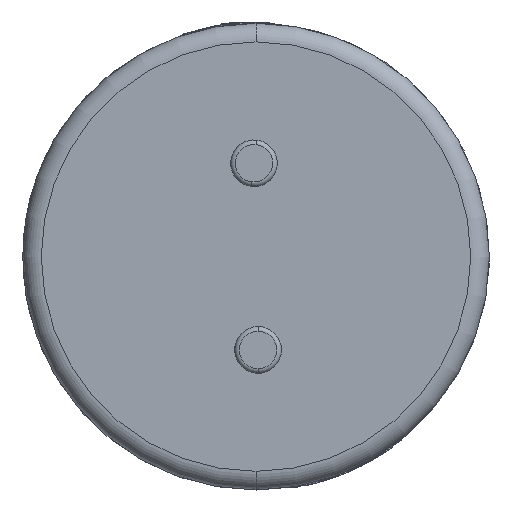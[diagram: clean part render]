
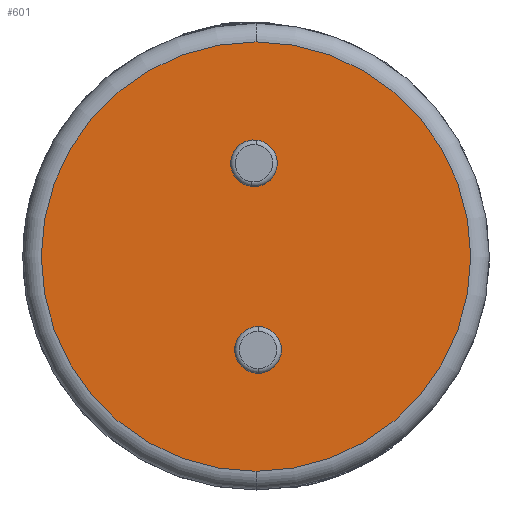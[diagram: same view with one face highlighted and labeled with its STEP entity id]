
A CAD part, front view. The second image highlights one B-rep face of the part: STEP entity #601.
In plain terms, the highlighted planar face has unit normal (0, -1, 0).
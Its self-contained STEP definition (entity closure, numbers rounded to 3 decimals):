
#4 = VERTEX_POINT ( 'NONE', #10118 ) ;
#9 = ORIENTED_EDGE ( 'NONE', *, *, #90, .T. ) ;
#74 = EDGE_CURVE ( 'NONE', #89, #4, #10288, .T. ) ;
#89 = VERTEX_POINT ( 'NONE', #10419 ) ;
#90 = EDGE_CURVE ( 'NONE', #4, #89, #10424, .T. ) ;
#102 = ORIENTED_EDGE ( 'NONE', *, *, #74, .T. ) ;
#601 = ADVANCED_FACE ( 'NONE', ( #12333 ), #12329, .T. ) ;
#10118 = CARTESIAN_POINT ( 'NONE',  ( 0., 0., -2.3 ) ) ;
#10288 = CIRCLE ( 'NONE', #10302, 2.3 ) ;
#10302 = AXIS2_PLACEMENT_3D ( 'NONE', #10364, #10363, #10362 ) ;
#10362 = DIRECTION ( 'NONE',  ( 0., 0., -1. ) ) ;
#10363 = DIRECTION ( 'NONE',  ( 0., -1., 0. ) ) ;
#10364 = CARTESIAN_POINT ( 'NONE',  ( 0., 0., 0. ) ) ;
#10407 = DIRECTION ( 'NONE',  ( 0., 0., -1. ) ) ;
#10408 = DIRECTION ( 'NONE',  ( 0., -1., 0. ) ) ;
#10409 = CARTESIAN_POINT ( 'NONE',  ( 0., 0., 0. ) ) ;
#10415 = AXIS2_PLACEMENT_3D ( 'NONE', #10409, #10408, #10407 ) ;
#10419 = CARTESIAN_POINT ( 'NONE',  ( 0., 0., 2.3 ) ) ;
#10424 = CIRCLE ( 'NONE', #10415, 2.3 ) ;
#12297 = AXIS2_PLACEMENT_3D ( 'NONE', #12386, #12385, #12384 ) ;
#12329 = PLANE ( 'NONE',  #12297 ) ;
#12333 = FACE_OUTER_BOUND ( 'NONE', #16600, .T. ) ;
#12384 = DIRECTION ( 'NONE',  ( 0., 0., -1. ) ) ;
#12385 = DIRECTION ( 'NONE',  ( 0., -1., 0. ) ) ;
#12386 = CARTESIAN_POINT ( 'NONE',  ( 0., 0., 0. ) ) ;
#16600 = EDGE_LOOP ( 'NONE', ( #9, #102 ) ) ;
